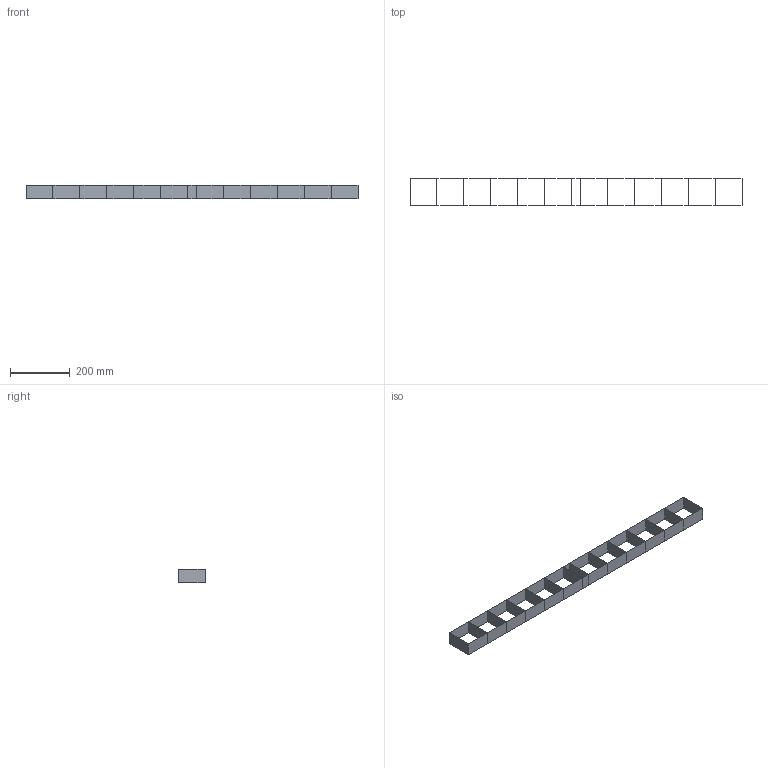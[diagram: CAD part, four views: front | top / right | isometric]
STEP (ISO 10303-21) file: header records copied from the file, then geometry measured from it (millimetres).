
FILE_DESCRIPTION(('STEP AP214'),'1');
FILE_NAME('truss_5.stp','2025-03-15T09:20:35',(' '),(' '),'Spatial InterOp 3D',' ',' ');
FILE_SCHEMA(('AUTOMOTIVE_DESIGN { 1 0 10303 214 1 1 1 1 }'));
Length unit declared in the file: millimetre
Products named in the file (1): 1
Bounding box: 1110 x 91.25 x 45 mm (x, y, z)
Surface area: 156993.8 mm2 (no closed solid volume)
Topology: 0 solids, 41 shells, 47 faces, 182 edges, 176 vertices
Faces by surface type: plane 47
Entity records: 2169 total; most frequent: CARTESIAN_POINT 446, DIRECTION 358, ORIENTED_EDGE 188, EDGE_CURVE 182, LINE 182, VECTOR 182, VERTEX_POINT 176, AXIS2_PLACEMENT_3D 88
